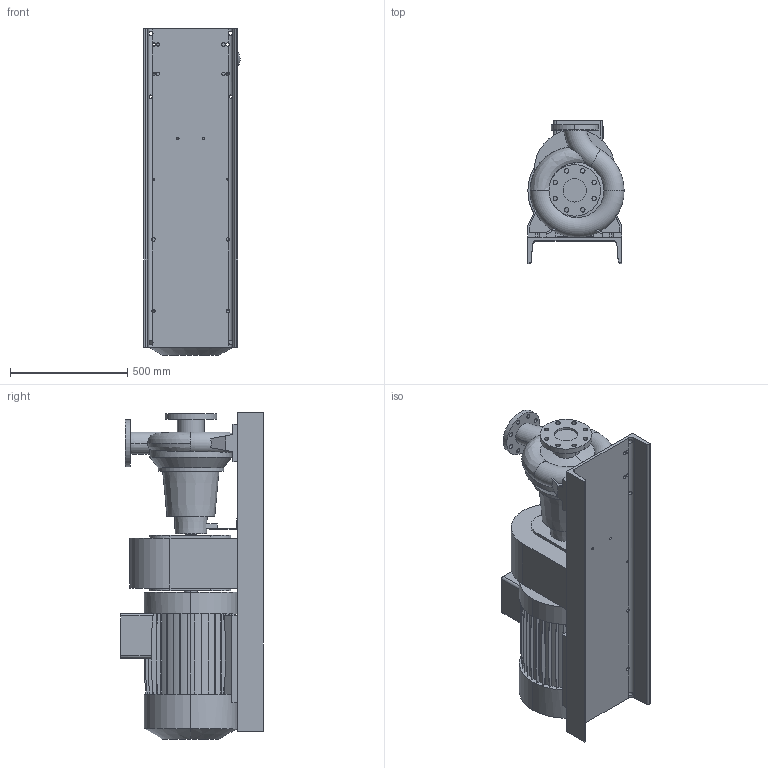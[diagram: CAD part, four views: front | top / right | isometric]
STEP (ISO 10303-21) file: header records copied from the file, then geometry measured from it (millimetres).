
FILE_DESCRIPTION (( 'STEP AP203' ), '1' );
FILE_NAME ('10018071swa00.step', '2023-07-07T12:26:01', ( '' ), ( '' ), 'SwSTEP 2.0', 'SolidWorks 2020', '' );
FILE_SCHEMA (( 'CONFIG_CONTROL_DESIGN' ));
Length unit declared in the file: millimetre
Products named in the file (5): 10018071swa00; 10017783swp00_80-250; 10018072swp00_200L 2; 10012573swp00_470; 10018097swp00_MCG 25 N 80-250 200
Assembly tree (4 placements, depth 2):
  10018071swa00
    10017783swp00_80-250
    10018097swp00_MCG 25 N 80-250 200
    10018072swp00_200L 2
    10012573swp00_470
Bounding box: 410.89 x 610 x 1395 mm (x, y, z)
Volume: 148223229.4 mm3; surface area: 4875149.7 mm2
Topology: 4 solids, 4 shells, 540 faces, 1568 edges, 1040 vertices
Faces by surface type: plane 351, cylinder 172, cone 10, torus 5, bspline 2
Entity records: 20764 total; most frequent: CARTESIAN_POINT 5595, ORIENTED_EDGE 3136, DIRECTION 2965, EDGE_CURVE 1568, LINE 1117, VECTOR 1117, VERTEX_POINT 1040, AXIS2_PLACEMENT_3D 924
